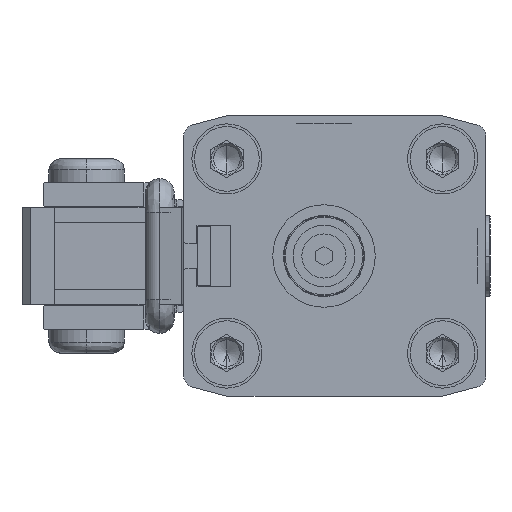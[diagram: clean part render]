
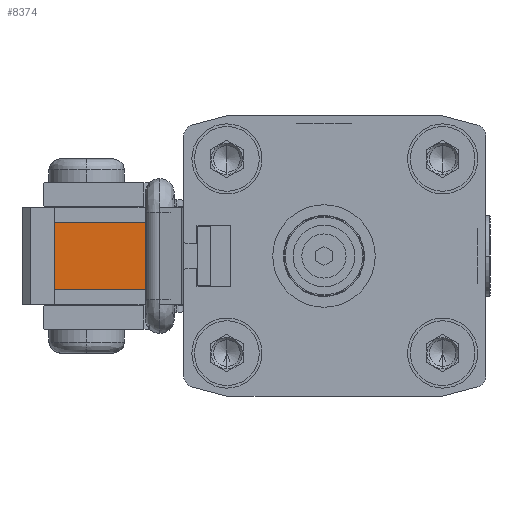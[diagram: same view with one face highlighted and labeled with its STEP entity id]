
A CAD part, left-side view. The second image highlights one B-rep face of the part: STEP entity #8374.
In plain terms, the highlighted planar face has unit normal (-1, 0.018, 0).
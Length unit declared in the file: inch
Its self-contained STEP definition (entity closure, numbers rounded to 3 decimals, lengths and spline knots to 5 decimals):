
#915 = CARTESIAN_POINT ( 'NONE',  ( -2.93937, 1.87008, 0.35433 ) ) ;
#1824 = ORIENTED_EDGE ( 'NONE', *, *, #15749, .T. ) ;
#2897 = CARTESIAN_POINT ( 'NONE',  ( -2.93937, 1.87008, -0.24803 ) ) ;
#4050 = PLANE ( 'NONE',  #22897 ) ;
#6526 = LINE ( 'NONE', #12388, #8798 ) ;
#6689 = EDGE_LOOP ( 'NONE', ( #1824, #20895, #12183, #11784 ) ) ;
#6916 = LINE ( 'NONE', #915, #11241 ) ;
#7166 = CARTESIAN_POINT ( 'NONE',  ( -2.95277, 1.10244, -0.24803 ) ) ;
#7980 = VECTOR ( 'NONE', #18676, 39.37008 ) ;
#8374 = ADVANCED_FACE ( 'NONE', ( #21583 ), #4050, .F. ) ;
#8396 = DIRECTION ( 'NONE',  ( 0.017, 1., 0. ) ) ;
#8798 = VECTOR ( 'NONE', #14559, 39.37008 ) ;
#9873 = VERTEX_POINT ( 'NONE', #2897 ) ;
#10892 = LINE ( 'NONE', #14218, #7980 ) ;
#11007 = DIRECTION ( 'NONE',  ( 0., 0., 1. ) ) ;
#11222 = CARTESIAN_POINT ( 'NONE',  ( -2.93937, 1.87008, 0.24803 ) ) ;
#11241 = VECTOR ( 'NONE', #11007, 39.37008 ) ;
#11711 = CARTESIAN_POINT ( 'NONE',  ( -2.95277, 1.10244, 0.24803 ) ) ;
#11784 = ORIENTED_EDGE ( 'NONE', *, *, #24752, .F. ) ;
#12183 = ORIENTED_EDGE ( 'NONE', *, *, #15390, .F. ) ;
#12388 = CARTESIAN_POINT ( 'NONE',  ( -2.93937, 1.87008, -0.24803 ) ) ;
#14207 = LINE ( 'NONE', #16244, #14698 ) ;
#14218 = CARTESIAN_POINT ( 'NONE',  ( -2.93937, 1.87008, 0.24803 ) ) ;
#14277 = VERTEX_POINT ( 'NONE', #11222 ) ;
#14559 = DIRECTION ( 'NONE',  ( -0.017, -1., 0. ) ) ;
#14698 = VECTOR ( 'NONE', #17911, 39.37008 ) ;
#15390 = EDGE_CURVE ( 'NONE', #14277, #18648, #10892, .T. ) ;
#15749 = EDGE_CURVE ( 'NONE', #9873, #24691, #6526, .T. ) ;
#16244 = CARTESIAN_POINT ( 'NONE',  ( -2.95277, 1.10244, 0.35433 ) ) ;
#17911 = DIRECTION ( 'NONE',  ( 0., 0., 1. ) ) ;
#18648 = VERTEX_POINT ( 'NONE', #11711 ) ;
#18676 = DIRECTION ( 'NONE',  ( -0.017, -1., 0. ) ) ;
#20895 = ORIENTED_EDGE ( 'NONE', *, *, #22117, .T. ) ;
#21583 = FACE_OUTER_BOUND ( 'NONE', #6689, .T. ) ;
#21833 = DIRECTION ( 'NONE',  ( 1., -0.017, 0. ) ) ;
#22085 = CARTESIAN_POINT ( 'NONE',  ( -2.93937, 1.87008, 0.35433 ) ) ;
#22117 = EDGE_CURVE ( 'NONE', #24691, #18648, #14207, .T. ) ;
#22897 = AXIS2_PLACEMENT_3D ( 'NONE', #22085, #21833, #8396 ) ;
#24691 = VERTEX_POINT ( 'NONE', #7166 ) ;
#24752 = EDGE_CURVE ( 'NONE', #9873, #14277, #6916, .T. ) ;
